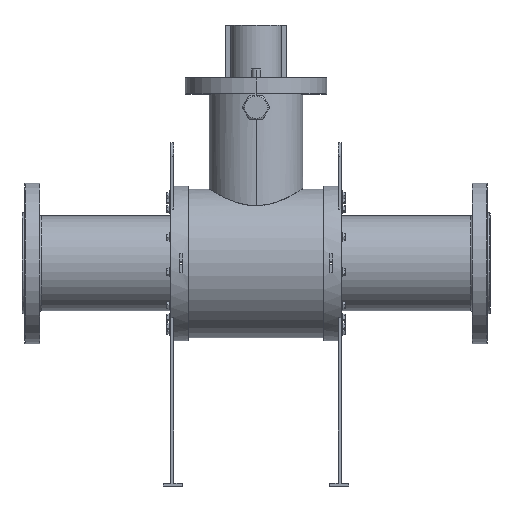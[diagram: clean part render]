
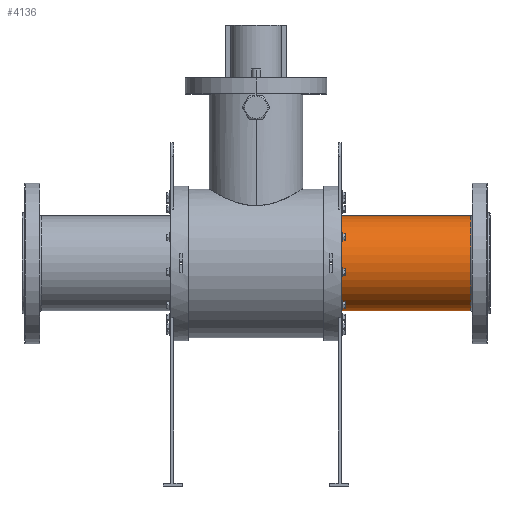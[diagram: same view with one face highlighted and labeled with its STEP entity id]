
A CAD part, top view. The second image highlights one B-rep face of the part: STEP entity #4136.
In plain terms, the highlighted cylindrical face has radius 160 mm (diameter 320 mm), a partial arc.
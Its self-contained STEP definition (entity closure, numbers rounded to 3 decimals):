
#133 = EDGE_CURVE ( 'NONE', #6736, #720, #11416, .T. ) ;
#454 = CARTESIAN_POINT ( 'NONE',  ( -787.5, 160., 0. ) ) ;
#675 = DIRECTION ( 'NONE',  ( 0., 0., -1. ) ) ;
#720 = VERTEX_POINT ( 'NONE', #12022 ) ;
#950 = VERTEX_POINT ( 'NONE', #3937 ) ;
#1925 = CYLINDRICAL_SURFACE ( 'NONE', #4462, 160. ) ;
#1972 = LINE ( 'NONE', #11678, #5470 ) ;
#1976 = DIRECTION ( 'NONE',  ( -1., 0., 0. ) ) ;
#2533 = AXIS2_PLACEMENT_3D ( 'NONE', #13690, #1976, #13980 ) ;
#3118 = DIRECTION ( 'NONE',  ( -1., 0., 0. ) ) ;
#3262 = DIRECTION ( 'NONE',  ( 0., -1., 0. ) ) ;
#3268 = CARTESIAN_POINT ( 'NONE',  ( 722.5, -160., 0. ) ) ;
#3285 = ORIENTED_EDGE ( 'NONE', *, *, #9331, .F. ) ;
#3937 = CARTESIAN_POINT ( 'NONE',  ( 287.5, 160., 0. ) ) ;
#4136 = ADVANCED_FACE ( 'NONE', ( #10548 ), #1925, .T. ) ;
#4420 = ORIENTED_EDGE ( 'NONE', *, *, #9590, .T. ) ;
#4462 = AXIS2_PLACEMENT_3D ( 'NONE', #7332, #10618, #3262 ) ;
#4688 = ORIENTED_EDGE ( 'NONE', *, *, #133, .T. ) ;
#5470 = VECTOR ( 'NONE', #3118, 1000. ) ;
#6736 = VERTEX_POINT ( 'NONE', #3268 ) ;
#6860 = ORIENTED_EDGE ( 'NONE', *, *, #11372, .T. ) ;
#7332 = CARTESIAN_POINT ( 'NONE',  ( -787.5, 0., 0. ) ) ;
#7765 = CIRCLE ( 'NONE', #9585, 160. ) ;
#7872 = EDGE_LOOP ( 'NONE', ( #4688, #4420, #6860, #3285 ) ) ;
#9331 = EDGE_CURVE ( 'NONE', #6736, #12946, #1972, .T. ) ;
#9585 = AXIS2_PLACEMENT_3D ( 'NONE', #12897, #13970, #675 ) ;
#9590 = EDGE_CURVE ( 'NONE', #720, #950, #12315, .T. ) ;
#10223 = DIRECTION ( 'NONE',  ( -1., 0., 0. ) ) ;
#10548 = FACE_OUTER_BOUND ( 'NONE', #7872, .T. ) ;
#10618 = DIRECTION ( 'NONE',  ( -1., 0., 0. ) ) ;
#11372 = EDGE_CURVE ( 'NONE', #950, #12946, #7765, .T. ) ;
#11416 = CIRCLE ( 'NONE', #2533, 160. ) ;
#11678 = CARTESIAN_POINT ( 'NONE',  ( -787.5, -160., 0. ) ) ;
#11862 = VECTOR ( 'NONE', #10223, 1000. ) ;
#12022 = CARTESIAN_POINT ( 'NONE',  ( 722.5, 160., 0. ) ) ;
#12315 = LINE ( 'NONE', #454, #11862 ) ;
#12820 = CARTESIAN_POINT ( 'NONE',  ( 287.5, -160., 0. ) ) ;
#12897 = CARTESIAN_POINT ( 'NONE',  ( 287.5, 0., 0. ) ) ;
#12946 = VERTEX_POINT ( 'NONE', #12820 ) ;
#13690 = CARTESIAN_POINT ( 'NONE',  ( 722.5, 0., 0. ) ) ;
#13970 = DIRECTION ( 'NONE',  ( 1., 0., 0. ) ) ;
#13980 = DIRECTION ( 'NONE',  ( 0., 1., 0. ) ) ;
